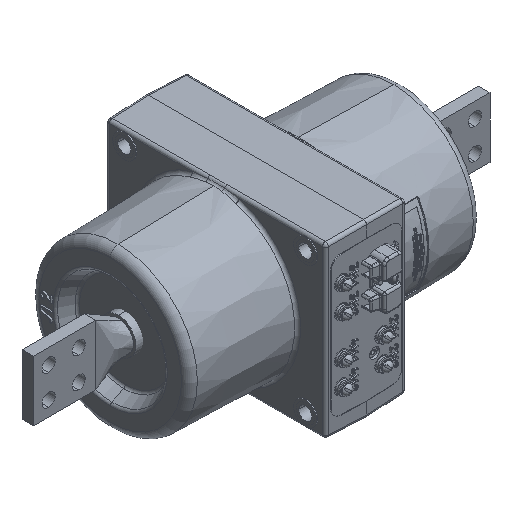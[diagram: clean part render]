
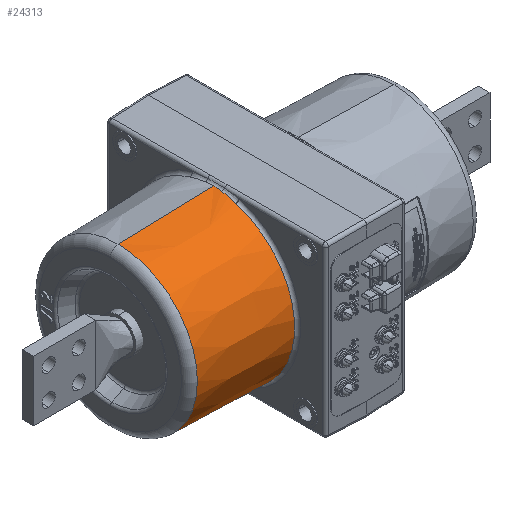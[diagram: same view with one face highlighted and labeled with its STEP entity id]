
A CAD part, isometric view. The second image highlights one B-rep face of the part: STEP entity #24313.
In plain terms, the highlighted conical face has half-angle 1.5 degrees and reference radius 82.5 mm.
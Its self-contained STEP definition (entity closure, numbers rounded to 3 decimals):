
#2748 = CARTESIAN_POINT ( 'NONE',  ( -137.209, 0., 78.907 ) ) ;
#2753 = CARTESIAN_POINT ( 'NONE',  ( -41.914, 0., -81.402 ) ) ;
#2766 = CARTESIAN_POINT ( 'NONE',  ( -137.209, 0., -78.907 ) ) ;
#2791 = CARTESIAN_POINT ( 'NONE',  ( -41.914, 0., 81.402 ) ) ;
#3461 = CARTESIAN_POINT ( 'NONE',  ( -42.142, -7.991, -81.003 ) ) ;
#3462 = CARTESIAN_POINT ( 'NONE',  ( -42.921, -22.686, -78.15 ) ) ;
#3463 = CARTESIAN_POINT ( 'NONE',  ( -42.921, -22.686, 78.15 ) ) ;
#3464 = CARTESIAN_POINT ( 'NONE',  ( -42.142, -7.991, 81.003 ) ) ;
#5075 = ORIENTED_EDGE ( 'NONE', *, *, #62605, .F. ) ;
#5076 = ORIENTED_EDGE ( 'NONE', *, *, #27450, .T. ) ;
#5077 = ORIENTED_EDGE ( 'NONE', *, *, #62581, .T. ) ;
#5078 = ORIENTED_EDGE ( 'NONE', *, *, #27454, .T. ) ;
#5079 = ORIENTED_EDGE ( 'NONE', *, *, #27453, .T. ) ;
#5080 = ORIENTED_EDGE ( 'NONE', *, *, #27447, .T. ) ;
#5081 = ORIENTED_EDGE ( 'NONE', *, *, #27452, .T. ) ;
#5082 = ORIENTED_EDGE ( 'NONE', *, *, #27455, .T. ) ;
#12316 = AXIS2_PLACEMENT_3D ( 'NONE', #36003, #36000, #36001 ) ;
#12453 = AXIS2_PLACEMENT_3D ( 'NONE', #38855, #38858, #38860 ) ;
#12454 = AXIS2_PLACEMENT_3D ( 'NONE', #38821, #38839, #38841 ) ;
#22333 = LINE ( 'NONE', #51413, #22337 ) ;
#22337 = VECTOR ( 'NONE', #51414, 1000. ) ;
#22358 = LINE ( 'NONE', #51483, #22366 ) ;
#22366 = VECTOR ( 'NONE', #51484, 1000. ) ;
#24313 = ADVANCED_FACE ( 'NONE', ( #43965 ), #43990, .T. ) ;
#27447 = EDGE_CURVE ( 'NONE', #59061, #59062, #45399, .T. ) ;
#27450 = EDGE_CURVE ( 'NONE', #58347, #58365, #45413, .T. ) ;
#27452 = EDGE_CURVE ( 'NONE', #59062, #59063, #48544, .T. ) ;
#27453 = EDGE_CURVE ( 'NONE', #59060, #59061, #48545, .T. ) ;
#27454 = EDGE_CURVE ( 'NONE', #58352, #59060, #48546, .T. ) ;
#27455 = EDGE_CURVE ( 'NONE', #59063, #58390, #48547, .T. ) ;
#36000 = DIRECTION ( 'NONE',  ( 1., 0., 0. ) ) ;
#36001 = DIRECTION ( 'NONE',  ( 0., 0., -1. ) ) ;
#36003 = CARTESIAN_POINT ( 'NONE',  ( 0., 0., 0. ) ) ;
#38821 = CARTESIAN_POINT ( 'NONE',  ( -42.921, 0., 0. ) ) ;
#38839 = DIRECTION ( 'NONE',  ( -1., 0., 0. ) ) ;
#38841 = DIRECTION ( 'NONE',  ( 0., 0., 1. ) ) ;
#38855 = CARTESIAN_POINT ( 'NONE',  ( -137.209, 0., 0. ) ) ;
#38858 = DIRECTION ( 'NONE',  ( 1., 0., 0. ) ) ;
#38860 = DIRECTION ( 'NONE',  ( 0., 0., 1. ) ) ;
#38863 = CARTESIAN_POINT ( 'NONE',  ( -42.921, -22.686, 78.15 ) ) ;
#38869 = CARTESIAN_POINT ( 'NONE',  ( -42.142, -7.991, -81.003 ) ) ;
#38871 = CARTESIAN_POINT ( 'NONE',  ( -41.914, 0., -81.402 ) ) ;
#38873 = CARTESIAN_POINT ( 'NONE',  ( -42.921, -20.277, 78.849 ) ) ;
#38875 = CARTESIAN_POINT ( 'NONE',  ( -42.794, -17.851, 79.437 ) ) ;
#38877 = CARTESIAN_POINT ( 'NONE',  ( -42.479, -12.954, 80.389 ) ) ;
#38879 = CARTESIAN_POINT ( 'NONE',  ( -42.288, -10.48, 80.754 ) ) ;
#38881 = CARTESIAN_POINT ( 'NONE',  ( -42.142, -7.991, 81.003 ) ) ;
#38883 = CARTESIAN_POINT ( 'NONE',  ( -42.142, -7.991, 81.003 ) ) ;
#38886 = CARTESIAN_POINT ( 'NONE',  ( -42.288, -10.479, -80.754 ) ) ;
#38888 = CARTESIAN_POINT ( 'NONE',  ( -42.478, -12.946, -80.39 ) ) ;
#38890 = CARTESIAN_POINT ( 'NONE',  ( -42.794, -17.843, -79.438 ) ) ;
#38892 = CARTESIAN_POINT ( 'NONE',  ( -42.921, -20.279, -78.849 ) ) ;
#38894 = CARTESIAN_POINT ( 'NONE',  ( -42.921, -22.686, -78.15 ) ) ;
#38899 = CARTESIAN_POINT ( 'NONE',  ( -41.914, -2.664, -81.402 ) ) ;
#38901 = CARTESIAN_POINT ( 'NONE',  ( -41.986, -5.337, -81.269 ) ) ;
#38903 = CARTESIAN_POINT ( 'NONE',  ( -42.142, -7.991, -81.003 ) ) ;
#38908 = CARTESIAN_POINT ( 'NONE',  ( -41.985, -5.332, 81.27 ) ) ;
#38910 = CARTESIAN_POINT ( 'NONE',  ( -41.914, -2.668, 81.402 ) ) ;
#38912 = CARTESIAN_POINT ( 'NONE',  ( -41.914, 0., 81.402 ) ) ;
#43965 = FACE_OUTER_BOUND ( 'NONE', #57389, .T. ) ;
#43990 = CONICAL_SURFACE ( 'NONE', #12316, 82.5, 0.026 ) ;
#45399 = CIRCLE ( 'NONE', #12454, 81.376 ) ;
#45413 = CIRCLE ( 'NONE', #12453, 78.907 ) ;
#48544 = B_SPLINE_CURVE_WITH_KNOTS ( 'NONE', 3,
 ( #38863, #38873, #38875, #38877, #38879, #38881 ),
 .UNSPECIFIED., .F., .F.,
 ( 4, 2, 4 ),
 ( 0., 0.007, 0.015 ),
 .UNSPECIFIED. ) ;
#48545 = B_SPLINE_CURVE_WITH_KNOTS ( 'NONE', 3,
 ( #38869, #38886, #38888, #38890, #38892, #38894 ),
 .UNSPECIFIED., .F., .F.,
 ( 4, 2, 4 ),
 ( 0., 0.007, 0.015 ),
 .UNSPECIFIED. ) ;
#48546 = B_SPLINE_CURVE_WITH_KNOTS ( 'NONE', 3,
 ( #38871, #38899, #38901, #38903 ),
 .UNSPECIFIED., .F., .F.,
 ( 4, 4 ),
 ( 0.008, 0.016 ),
 .UNSPECIFIED. ) ;
#48547 = B_SPLINE_CURVE_WITH_KNOTS ( 'NONE', 3,
 ( #38883, #38908, #38910, #38912 ),
 .UNSPECIFIED., .F., .F.,
 ( 4, 4 ),
 ( 0., 0.008 ),
 .UNSPECIFIED. ) ;
#51413 = CARTESIAN_POINT ( 'NONE',  ( 0., 0., -82.5 ) ) ;
#51414 = DIRECTION ( 'NONE',  ( 1., 0., -0.026 ) ) ;
#51483 = CARTESIAN_POINT ( 'NONE',  ( 0., 0., 82.5 ) ) ;
#51484 = DIRECTION ( 'NONE',  ( 1., 0., 0.026 ) ) ;
#57389 = EDGE_LOOP ( 'NONE', ( #5075, #5076, #5077, #5078, #5079, #5080, #5081, #5082 ) ) ;
#58347 = VERTEX_POINT ( 'NONE', #2748 ) ;
#58352 = VERTEX_POINT ( 'NONE', #2753 ) ;
#58365 = VERTEX_POINT ( 'NONE', #2766 ) ;
#58390 = VERTEX_POINT ( 'NONE', #2791 ) ;
#59060 = VERTEX_POINT ( 'NONE', #3461 ) ;
#59061 = VERTEX_POINT ( 'NONE', #3462 ) ;
#59062 = VERTEX_POINT ( 'NONE', #3463 ) ;
#59063 = VERTEX_POINT ( 'NONE', #3464 ) ;
#62581 = EDGE_CURVE ( 'NONE', #58365, #58352, #22333, .T. ) ;
#62605 = EDGE_CURVE ( 'NONE', #58347, #58390, #22358, .T. ) ;
